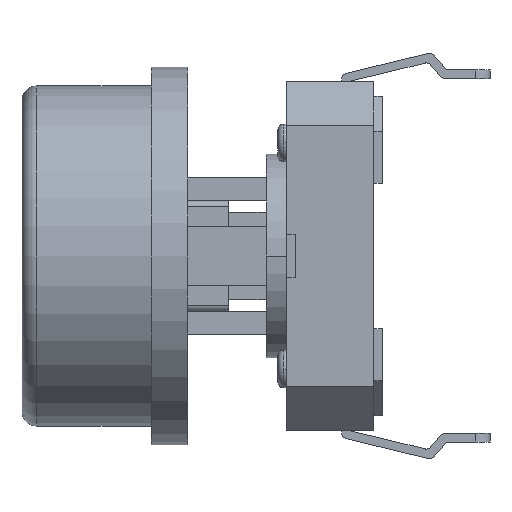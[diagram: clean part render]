
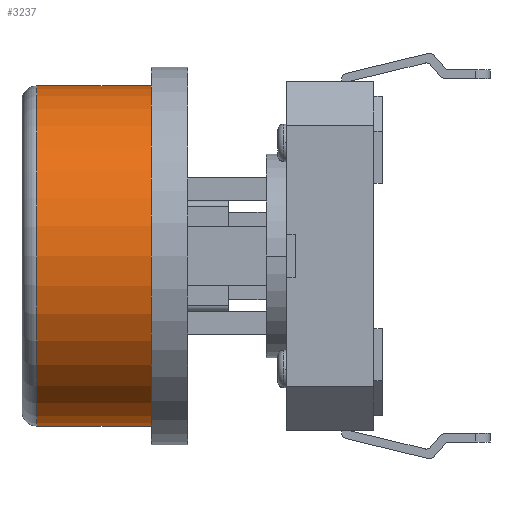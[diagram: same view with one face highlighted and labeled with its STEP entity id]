
A CAD part, left-side view. The second image highlights one B-rep face of the part: STEP entity #3237.
In plain terms, the highlighted cylindrical face has radius 5.85 mm (diameter 11.7 mm), a partial arc.
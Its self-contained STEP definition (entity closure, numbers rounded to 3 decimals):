
#238 = LINE ( 'NONE', #6478, #3908 ) ;
#392 = EDGE_CURVE ( 'NONE', #483, #7303, #5199, .T. ) ;
#483 = VERTEX_POINT ( 'NONE', #1659 ) ;
#751 = EDGE_LOOP ( 'NONE', ( #5042, #1513, #3724, #4020 ) ) ;
#960 = AXIS2_PLACEMENT_3D ( 'NONE', #7164, #5251, #3368 ) ;
#1313 = CARTESIAN_POINT ( 'NONE',  ( 0., 5.2, 0. ) ) ;
#1470 = DIRECTION ( 'NONE',  ( 0., -1., 0. ) ) ;
#1513 = ORIENTED_EDGE ( 'NONE', *, *, #6270, .T. ) ;
#1595 = CARTESIAN_POINT ( 'NONE',  ( 0., 5.2, 5.85 ) ) ;
#1649 = CYLINDRICAL_SURFACE ( 'NONE', #1931, 5.85 ) ;
#1659 = CARTESIAN_POINT ( 'NONE',  ( 0., 5.2, -5.85 ) ) ;
#1662 = CIRCLE ( 'NONE', #960, 5.85 ) ;
#1931 = AXIS2_PLACEMENT_3D ( 'NONE', #3969, #4618, #7970 ) ;
#2613 = EDGE_CURVE ( 'NONE', #8141, #7303, #1662, .T. ) ;
#2699 = CARTESIAN_POINT ( 'NONE',  ( 0., 1.25, -5.85 ) ) ;
#3237 = ADVANCED_FACE ( 'NONE', ( #4118 ), #1649, .T. ) ;
#3246 = DIRECTION ( 'NONE',  ( 0., -1., 0. ) ) ;
#3368 = DIRECTION ( 'NONE',  ( 0., 0., -1. ) ) ;
#3724 = ORIENTED_EDGE ( 'NONE', *, *, #392, .T. ) ;
#3817 = EDGE_CURVE ( 'NONE', #4456, #8141, #238, .T. ) ;
#3908 = VECTOR ( 'NONE', #3246, 1000. ) ;
#3969 = CARTESIAN_POINT ( 'NONE',  ( 0., 0., 0. ) ) ;
#4020 = ORIENTED_EDGE ( 'NONE', *, *, #2613, .F. ) ;
#4118 = FACE_OUTER_BOUND ( 'NONE', #751, .T. ) ;
#4456 = VERTEX_POINT ( 'NONE', #1595 ) ;
#4618 = DIRECTION ( 'NONE',  ( 0., -1., 0. ) ) ;
#5042 = ORIENTED_EDGE ( 'NONE', *, *, #3817, .F. ) ;
#5199 = LINE ( 'NONE', #5299, #5407 ) ;
#5251 = DIRECTION ( 'NONE',  ( 0., -1., 0. ) ) ;
#5299 = CARTESIAN_POINT ( 'NONE',  ( 0., 0., -5.85 ) ) ;
#5332 = CIRCLE ( 'NONE', #6711, 5.85 ) ;
#5407 = VECTOR ( 'NONE', #1470, 1000. ) ;
#6270 = EDGE_CURVE ( 'NONE', #4456, #483, #5332, .T. ) ;
#6273 = CARTESIAN_POINT ( 'NONE',  ( 0., 1.25, 5.85 ) ) ;
#6478 = CARTESIAN_POINT ( 'NONE',  ( 0., 0., 5.85 ) ) ;
#6551 = DIRECTION ( 'NONE',  ( 0., -1., 0. ) ) ;
#6579 = DIRECTION ( 'NONE',  ( 0., 0., -1. ) ) ;
#6711 = AXIS2_PLACEMENT_3D ( 'NONE', #1313, #6551, #6579 ) ;
#7164 = CARTESIAN_POINT ( 'NONE',  ( 0., 1.25, 0. ) ) ;
#7303 = VERTEX_POINT ( 'NONE', #2699 ) ;
#7970 = DIRECTION ( 'NONE',  ( 0., 0., -1. ) ) ;
#8141 = VERTEX_POINT ( 'NONE', #6273 ) ;
